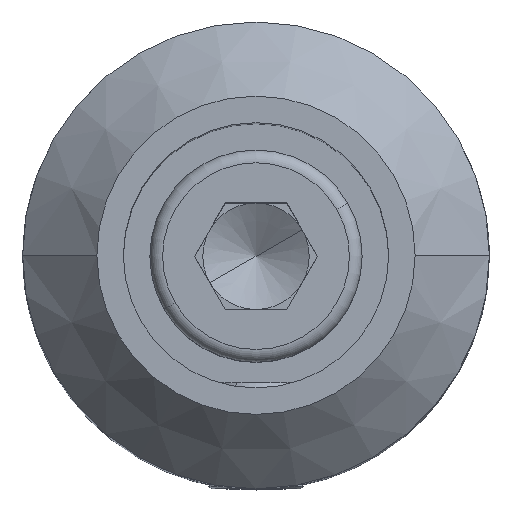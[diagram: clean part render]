
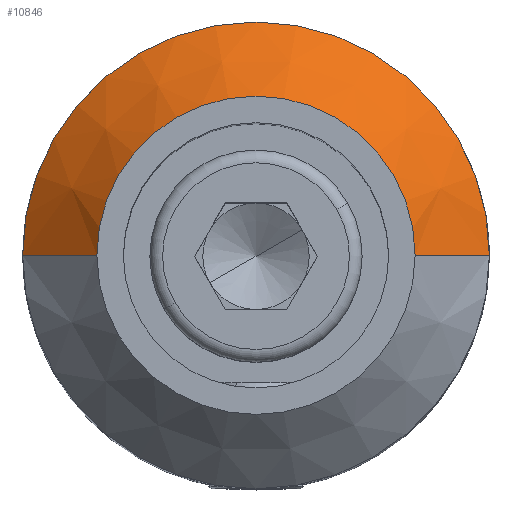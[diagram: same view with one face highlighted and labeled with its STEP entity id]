
A CAD part, top view. The second image highlights one B-rep face of the part: STEP entity #10846.
In plain terms, the highlighted conical face has half-angle 45 degrees and reference radius 11 mm.
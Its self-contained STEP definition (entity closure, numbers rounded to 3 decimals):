
#785 = AXIS2_PLACEMENT_3D ( 'NONE', #1357, #11326, #15127 ) ;
#1253 = ORIENTED_EDGE ( 'NONE', *, *, #17840, .F. ) ;
#1357 = CARTESIAN_POINT ( 'NONE',  ( 0., 0., 31.5 ) ) ;
#1656 = DIRECTION ( 'NONE',  ( 0., 0., 1. ) ) ;
#3645 = VECTOR ( 'NONE', #13450, 1000. ) ;
#4095 = EDGE_CURVE ( 'NONE', #7343, #7321, #21283, .T. ) ;
#4123 = ORIENTED_EDGE ( 'NONE', *, *, #13301, .F. ) ;
#4595 = DIRECTION ( 'NONE',  ( 0.707, 0., -0.707 ) ) ;
#5040 = CARTESIAN_POINT ( 'NONE',  ( 0., 0., 35. ) ) ;
#7314 = AXIS2_PLACEMENT_3D ( 'NONE', #5040, #1656, #8228 ) ;
#7321 = VERTEX_POINT ( 'NONE', #15907 ) ;
#7343 = VERTEX_POINT ( 'NONE', #7577 ) ;
#7577 = CARTESIAN_POINT ( 'NONE',  ( -11., 0., 31.5 ) ) ;
#8228 = DIRECTION ( 'NONE',  ( 1., 0., 0. ) ) ;
#8704 = VERTEX_POINT ( 'NONE', #19880 ) ;
#9070 = VERTEX_POINT ( 'NONE', #12925 ) ;
#9327 = DIRECTION ( 'NONE',  ( 0., 0., -1. ) ) ;
#9746 = EDGE_CURVE ( 'NONE', #8704, #7321, #19623, .T. ) ;
#9752 = CARTESIAN_POINT ( 'NONE',  ( 11., 0., 31.5 ) ) ;
#9796 = CONICAL_SURFACE ( 'NONE', #785, 11., 0.785 ) ;
#10269 = ORIENTED_EDGE ( 'NONE', *, *, #4095, .F. ) ;
#10846 = ADVANCED_FACE ( 'NONE', ( #19601 ), #9796, .T. ) ;
#11326 = DIRECTION ( 'NONE',  ( 0., 0., -1. ) ) ;
#11794 = CARTESIAN_POINT ( 'NONE',  ( -11., 0., 31.5 ) ) ;
#12319 = CIRCLE ( 'NONE', #7314, 7.5 ) ;
#12626 = CARTESIAN_POINT ( 'NONE',  ( 0., 0., 31.5 ) ) ;
#12925 = CARTESIAN_POINT ( 'NONE',  ( -7.5, 0., 35. ) ) ;
#13301 = EDGE_CURVE ( 'NONE', #8704, #9070, #12319, .T. ) ;
#13450 = DIRECTION ( 'NONE',  ( -0.707, 0., -0.707 ) ) ;
#15127 = DIRECTION ( 'NONE',  ( -1., 0., 0. ) ) ;
#15234 = VECTOR ( 'NONE', #4595, 1000. ) ;
#15256 = AXIS2_PLACEMENT_3D ( 'NONE', #12626, #9327, #15904 ) ;
#15904 = DIRECTION ( 'NONE',  ( 1., 0., 0. ) ) ;
#15907 = CARTESIAN_POINT ( 'NONE',  ( 11., 0., 31.5 ) ) ;
#17354 = LINE ( 'NONE', #11794, #3645 ) ;
#17840 = EDGE_CURVE ( 'NONE', #9070, #7343, #17354, .T. ) ;
#18026 = ORIENTED_EDGE ( 'NONE', *, *, #9746, .T. ) ;
#19493 = EDGE_LOOP ( 'NONE', ( #4123, #18026, #10269, #1253 ) ) ;
#19601 = FACE_OUTER_BOUND ( 'NONE', #19493, .T. ) ;
#19623 = LINE ( 'NONE', #9752, #15234 ) ;
#19880 = CARTESIAN_POINT ( 'NONE',  ( 7.5, 0., 35. ) ) ;
#21283 = CIRCLE ( 'NONE', #15256, 11. ) ;
